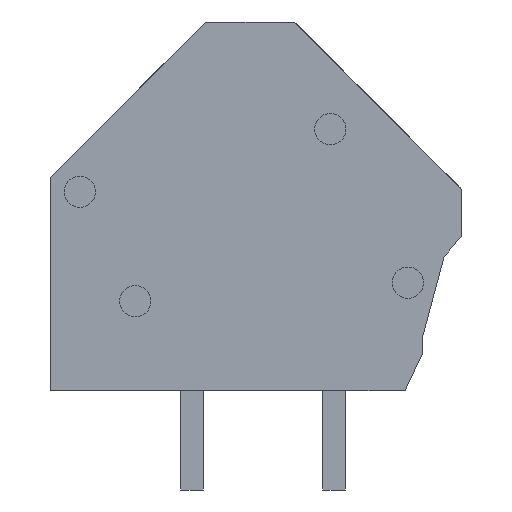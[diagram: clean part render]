
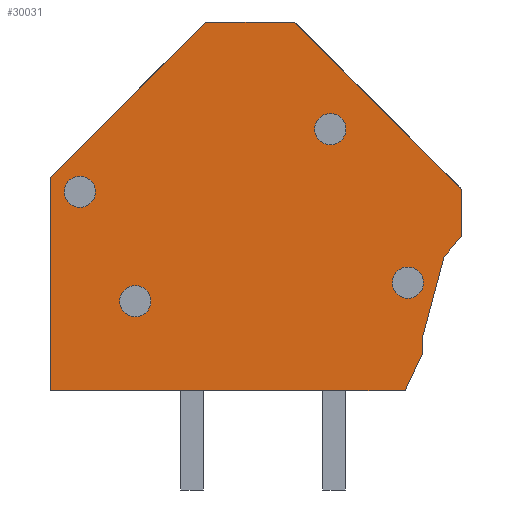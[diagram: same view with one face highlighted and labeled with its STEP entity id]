
A CAD part, left-side view. The second image highlights one B-rep face of the part: STEP entity #30031.
In plain terms, the highlighted planar face has unit normal (-1, 0, 0).
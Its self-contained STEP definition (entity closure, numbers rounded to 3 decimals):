
#29944=AXIS2_PLACEMENT_3D('Plane Axis2P3D',#29941,#29942,#29943) ;
#29961=AXIS2_PLACEMENT_3D('Circle Axis2P3D',#29959,#29960,$) ;
#29970=AXIS2_PLACEMENT_3D('Circle Axis2P3D',#29968,#29969,$) ;
#29979=AXIS2_PLACEMENT_3D('Circle Axis2P3D',#29977,#29978,$) ;
#29988=AXIS2_PLACEMENT_3D('Circle Axis2P3D',#29986,#29987,$) ;
#29997=AXIS2_PLACEMENT_3D('Circle Axis2P3D',#29995,#29996,$) ;
#30006=AXIS2_PLACEMENT_3D('Circle Axis2P3D',#30004,#30005,$) ;
#30015=AXIS2_PLACEMENT_3D('Circle Axis2P3D',#30013,#30014,$) ;
#30024=AXIS2_PLACEMENT_3D('Circle Axis2P3D',#30022,#30023,$) ;
#29616=CARTESIAN_POINT('Vertex',(0.7,2.,3.5)) ;
#29630=CARTESIAN_POINT('Vertex',(0.7,1.37,4.85)) ;
#29633=CARTESIAN_POINT('Line Origine',(0.7,1.685,4.175)) ;
#29661=CARTESIAN_POINT('Vertex',(0.7,1.37,5.45)) ;
#29664=CARTESIAN_POINT('Line Origine',(0.7,1.37,5.15)) ;
#29692=CARTESIAN_POINT('Vertex',(0.7,0.634,8.2)) ;
#29695=CARTESIAN_POINT('Line Origine',(0.7,1.002,6.825)) ;
#29723=CARTESIAN_POINT('Vertex',(0.7,0.,8.953)) ;
#29726=CARTESIAN_POINT('Line Origine',(0.7,0.317,8.577)) ;
#29754=CARTESIAN_POINT('Vertex',(0.7,0.,10.58)) ;
#29757=CARTESIAN_POINT('Line Origine',(0.7,0.,9.766)) ;
#29785=CARTESIAN_POINT('Vertex',(0.7,5.898,16.478)) ;
#29788=CARTESIAN_POINT('Line Origine',(0.7,2.949,13.529)) ;
#29816=CARTESIAN_POINT('Vertex',(0.7,9.022,16.478)) ;
#29819=CARTESIAN_POINT('Line Origine',(0.7,7.46,16.478)) ;
#29847=CARTESIAN_POINT('Vertex',(0.7,14.5,11.)) ;
#29850=CARTESIAN_POINT('Line Origine',(0.7,11.761,13.739)) ;
#29878=CARTESIAN_POINT('Vertex',(0.7,14.5,3.5)) ;
#29881=CARTESIAN_POINT('Line Origine',(0.7,14.5,7.25)) ;
#29909=CARTESIAN_POINT('Vertex',(0.7,12.7,3.5)) ;
#29912=CARTESIAN_POINT('Line Origine',(0.7,13.6,3.5)) ;
#29929=CARTESIAN_POINT('Line Origine',(0.7,7.35,3.5)) ;
#29941=CARTESIAN_POINT('Axis2P3D Location',(0.7,0.,0.)) ;
#29959=CARTESIAN_POINT('Axis2P3D Location',(0.7,13.45,10.5)) ;
#29963=CARTESIAN_POINT('Vertex',(0.7,12.9,10.5)) ;
#29965=CARTESIAN_POINT('Vertex',(0.7,14.,10.5)) ;
#29968=CARTESIAN_POINT('Axis2P3D Location',(0.7,13.45,10.5)) ;
#29977=CARTESIAN_POINT('Axis2P3D Location',(0.7,4.632,12.707)) ;
#29981=CARTESIAN_POINT('Vertex',(0.7,4.082,12.707)) ;
#29983=CARTESIAN_POINT('Vertex',(0.7,5.182,12.707)) ;
#29986=CARTESIAN_POINT('Axis2P3D Location',(0.7,4.632,12.707)) ;
#29995=CARTESIAN_POINT('Axis2P3D Location',(0.7,11.5,6.65)) ;
#29999=CARTESIAN_POINT('Vertex',(0.7,10.95,6.65)) ;
#30001=CARTESIAN_POINT('Vertex',(0.7,12.05,6.65)) ;
#30004=CARTESIAN_POINT('Axis2P3D Location',(0.7,11.5,6.65)) ;
#30013=CARTESIAN_POINT('Axis2P3D Location',(0.7,1.9,7.3)) ;
#30017=CARTESIAN_POINT('Vertex',(0.7,1.35,7.3)) ;
#30019=CARTESIAN_POINT('Vertex',(0.7,2.45,7.3)) ;
#30022=CARTESIAN_POINT('Axis2P3D Location',(0.7,1.9,7.3)) ;
#29634=DIRECTION('Vector Direction',(0.,-0.423,0.906)) ;
#29665=DIRECTION('Vector Direction',(0.,0.,1.)) ;
#29696=DIRECTION('Vector Direction',(0.,-0.259,0.966)) ;
#29727=DIRECTION('Vector Direction',(0.,-0.644,0.765)) ;
#29758=DIRECTION('Vector Direction',(0.,0.,-1.)) ;
#29789=DIRECTION('Vector Direction',(0.,0.707,0.707)) ;
#29820=DIRECTION('Vector Direction',(0.,-1.,0.)) ;
#29851=DIRECTION('Vector Direction',(0.,-0.707,0.707)) ;
#29882=DIRECTION('Vector Direction',(0.,0.,-1.)) ;
#29913=DIRECTION('Vector Direction',(0.,-1.,0.)) ;
#29930=DIRECTION('Vector Direction',(0.,-1.,0.)) ;
#29942=DIRECTION('Axis2P3D Direction',(-1.,0.,0.)) ;
#29943=DIRECTION('Axis2P3D XDirection',(0.,-1.,0.)) ;
#29960=DIRECTION('Axis2P3D Direction',(-1.,0.,0.)) ;
#29969=DIRECTION('Axis2P3D Direction',(-1.,0.,0.)) ;
#29978=DIRECTION('Axis2P3D Direction',(-1.,0.,0.)) ;
#29987=DIRECTION('Axis2P3D Direction',(-1.,0.,0.)) ;
#29996=DIRECTION('Axis2P3D Direction',(-1.,0.,0.)) ;
#30005=DIRECTION('Axis2P3D Direction',(-1.,0.,0.)) ;
#30014=DIRECTION('Axis2P3D Direction',(-1.,0.,0.)) ;
#30023=DIRECTION('Axis2P3D Direction',(-1.,0.,0.)) ;
#29635=VECTOR('Line Direction',#29634,1.) ;
#29666=VECTOR('Line Direction',#29665,1.) ;
#29697=VECTOR('Line Direction',#29696,1.) ;
#29728=VECTOR('Line Direction',#29727,1.) ;
#29759=VECTOR('Line Direction',#29758,1.) ;
#29790=VECTOR('Line Direction',#29789,1.) ;
#29821=VECTOR('Line Direction',#29820,1.) ;
#29852=VECTOR('Line Direction',#29851,1.) ;
#29883=VECTOR('Line Direction',#29882,1.) ;
#29914=VECTOR('Line Direction',#29913,1.) ;
#29931=VECTOR('Line Direction',#29930,1.) ;
#29947=ORIENTED_EDGE('',*,*,#29637,.T.) ;
#29948=ORIENTED_EDGE('',*,*,#29668,.T.) ;
#29949=ORIENTED_EDGE('',*,*,#29699,.T.) ;
#29950=ORIENTED_EDGE('',*,*,#29730,.T.) ;
#29951=ORIENTED_EDGE('',*,*,#29761,.T.) ;
#29952=ORIENTED_EDGE('',*,*,#29792,.T.) ;
#29953=ORIENTED_EDGE('',*,*,#29823,.T.) ;
#29954=ORIENTED_EDGE('',*,*,#29854,.T.) ;
#29955=ORIENTED_EDGE('',*,*,#29885,.T.) ;
#29956=ORIENTED_EDGE('',*,*,#29916,.T.) ;
#29957=ORIENTED_EDGE('',*,*,#29933,.T.) ;
#29974=ORIENTED_EDGE('',*,*,#29967,.F.) ;
#29975=ORIENTED_EDGE('',*,*,#29972,.F.) ;
#29992=ORIENTED_EDGE('',*,*,#29985,.F.) ;
#29993=ORIENTED_EDGE('',*,*,#29990,.F.) ;
#30010=ORIENTED_EDGE('',*,*,#30003,.F.) ;
#30011=ORIENTED_EDGE('',*,*,#30008,.F.) ;
#30028=ORIENTED_EDGE('',*,*,#30021,.F.) ;
#30029=ORIENTED_EDGE('',*,*,#30026,.F.) ;
#29976=FACE_BOUND('',#29973,.T.) ;
#29994=FACE_BOUND('',#29991,.T.) ;
#30012=FACE_BOUND('',#30009,.T.) ;
#30030=FACE_BOUND('',#30027,.T.) ;
#30031=ADVANCED_FACE('End plate_LMZF_1\\Hauptkoerper',(#29958,#29976,#29994,#30012,#30030),#29945,.T.) ;
#29962=CIRCLE('generated circle',#29961,0.55) ;
#29971=CIRCLE('generated circle',#29970,0.55) ;
#29980=CIRCLE('generated circle',#29979,0.55) ;
#29989=CIRCLE('generated circle',#29988,0.55) ;
#29998=CIRCLE('generated circle',#29997,0.55) ;
#30007=CIRCLE('generated circle',#30006,0.55) ;
#30016=CIRCLE('generated circle',#30015,0.55) ;
#30025=CIRCLE('generated circle',#30024,0.55) ;
#29637=EDGE_CURVE('',#29617,#29631,#29636,.T.) ;
#29668=EDGE_CURVE('',#29631,#29662,#29667,.T.) ;
#29699=EDGE_CURVE('',#29662,#29693,#29698,.T.) ;
#29730=EDGE_CURVE('',#29693,#29724,#29729,.T.) ;
#29761=EDGE_CURVE('',#29724,#29755,#29760,.F.) ;
#29792=EDGE_CURVE('',#29755,#29786,#29791,.T.) ;
#29823=EDGE_CURVE('',#29786,#29817,#29822,.F.) ;
#29854=EDGE_CURVE('',#29817,#29848,#29853,.F.) ;
#29885=EDGE_CURVE('',#29848,#29879,#29884,.T.) ;
#29916=EDGE_CURVE('',#29879,#29910,#29915,.T.) ;
#29933=EDGE_CURVE('',#29910,#29617,#29932,.T.) ;
#29967=EDGE_CURVE('',#29964,#29966,#29962,.T.) ;
#29972=EDGE_CURVE('',#29966,#29964,#29971,.T.) ;
#29985=EDGE_CURVE('',#29982,#29984,#29980,.T.) ;
#29990=EDGE_CURVE('',#29984,#29982,#29989,.T.) ;
#30003=EDGE_CURVE('',#30000,#30002,#29998,.T.) ;
#30008=EDGE_CURVE('',#30002,#30000,#30007,.T.) ;
#30021=EDGE_CURVE('',#30018,#30020,#30016,.T.) ;
#30026=EDGE_CURVE('',#30020,#30018,#30025,.T.) ;
#29946=EDGE_LOOP('',(#29947,#29948,#29949,#29950,#29951,#29952,#29953,#29954,#29955,#29956,#29957)) ;
#29973=EDGE_LOOP('',(#29974,#29975)) ;
#29991=EDGE_LOOP('',(#29992,#29993)) ;
#30009=EDGE_LOOP('',(#30010,#30011)) ;
#30027=EDGE_LOOP('',(#30028,#30029)) ;
#29958=FACE_OUTER_BOUND('',#29946,.T.) ;
#29636=LINE('Line',#29633,#29635) ;
#29667=LINE('Line',#29664,#29666) ;
#29698=LINE('Line',#29695,#29697) ;
#29729=LINE('Line',#29726,#29728) ;
#29760=LINE('Line',#29757,#29759) ;
#29791=LINE('Line',#29788,#29790) ;
#29822=LINE('Line',#29819,#29821) ;
#29853=LINE('Line',#29850,#29852) ;
#29884=LINE('Line',#29881,#29883) ;
#29915=LINE('Line',#29912,#29914) ;
#29932=LINE('Line',#29929,#29931) ;
#29945=PLANE('',#29944) ;
#29617=VERTEX_POINT('',#29616) ;
#29631=VERTEX_POINT('',#29630) ;
#29662=VERTEX_POINT('',#29661) ;
#29693=VERTEX_POINT('',#29692) ;
#29724=VERTEX_POINT('',#29723) ;
#29755=VERTEX_POINT('',#29754) ;
#29786=VERTEX_POINT('',#29785) ;
#29817=VERTEX_POINT('',#29816) ;
#29848=VERTEX_POINT('',#29847) ;
#29879=VERTEX_POINT('',#29878) ;
#29910=VERTEX_POINT('',#29909) ;
#29964=VERTEX_POINT('',#29963) ;
#29966=VERTEX_POINT('',#29965) ;
#29982=VERTEX_POINT('',#29981) ;
#29984=VERTEX_POINT('',#29983) ;
#30000=VERTEX_POINT('',#29999) ;
#30002=VERTEX_POINT('',#30001) ;
#30018=VERTEX_POINT('',#30017) ;
#30020=VERTEX_POINT('',#30019) ;
